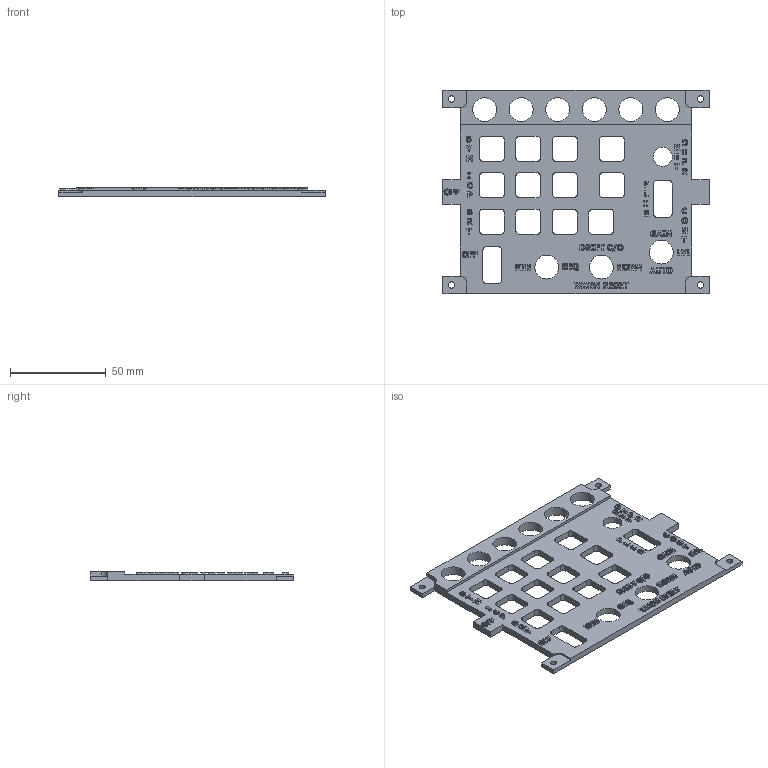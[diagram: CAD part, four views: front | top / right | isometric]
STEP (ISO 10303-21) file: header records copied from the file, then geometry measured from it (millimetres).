
FILE_DESCRIPTION(/* description */ (''),/* implementation_level */ '2;1');
FILE_NAME(/* name */ 'Inventor Designs And STL''s\IPC Front Panel.stp',/* time_stamp */ '2022-01-09T00:53:31-05:00',/* author */ ('solor'),/* organization */ (''),/* preprocessor_version */ 'ST-DEVELOPER v18.1',/* originating_system */ 'Autodesk Inventor 2022',/* authorisation */ '');
FILE_SCHEMA (('AUTOMOTIVE_DESIGN { 1 0 10303 214 3 1 1 }'));
Length unit declared in the file: millimetre
Products named in the file (1): IPC Front Panel
Bounding box: 138.85 x 106 x 5 mm (x, y, z)
Volume: 36143.8 mm3; surface area: 26951.6 mm2
Topology: 1 solids, 1 shells, 1121 faces, 3074 edges, 2048 vertices
Faces by surface type: plane 741, bspline 306, cylinder 74
Full cylindrical faces by diameter (mm): 3.3 x4, 9.88 x1, 12.44 x9
Entity records: 36913 total; most frequent: CARTESIAN_POINT 10222, ORIENTED_EDGE 6148, DIRECTION 4242, EDGE_CURVE 3074, LINE 2314, VECTOR 2314, VERTEX_POINT 2048, EDGE_LOOP 1270
